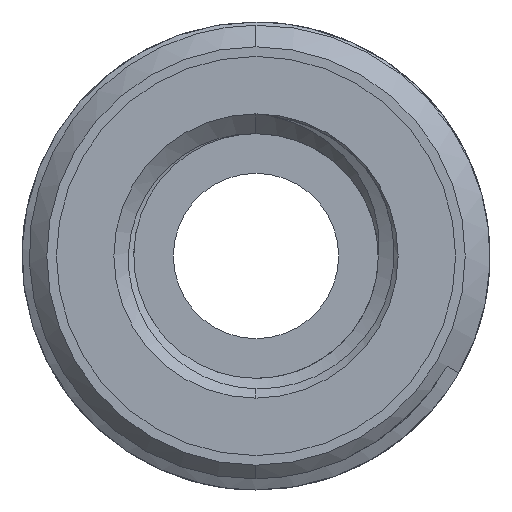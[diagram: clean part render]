
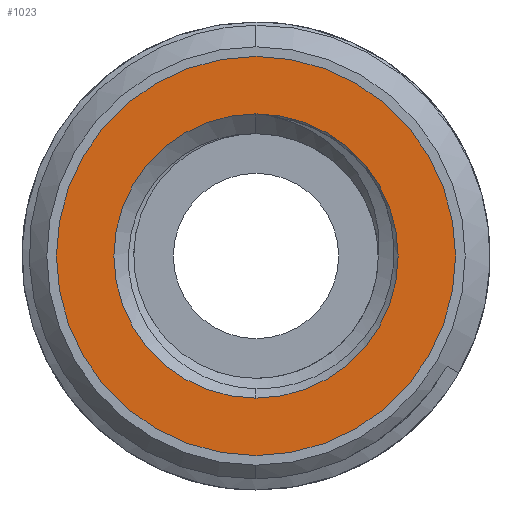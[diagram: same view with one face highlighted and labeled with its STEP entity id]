
A CAD part, left-side view. The second image highlights one B-rep face of the part: STEP entity #1023.
In plain terms, the highlighted planar face has unit normal (-1, 0, 0).
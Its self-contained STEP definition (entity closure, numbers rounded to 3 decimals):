
#49 = CARTESIAN_POINT ( 'NONE',  ( -14.456, 0., 0. ) ) ;
#117 = DIRECTION ( 'NONE',  ( -1., 0., 0. ) ) ;
#118 = ORIENTED_EDGE ( 'NONE', *, *, #2209, .F. ) ;
#166 = EDGE_CURVE ( 'NONE', #3768, #4109, #2830, .T. ) ;
#186 = AXIS2_PLACEMENT_3D ( 'NONE', #957, #4511, #2410 ) ;
#226 = DIRECTION ( 'NONE',  ( -1., 0., 0. ) ) ;
#381 = DIRECTION ( 'NONE',  ( 0., 0., 1. ) ) ;
#478 = EDGE_LOOP ( 'NONE', ( #5378, #118 ) ) ;
#696 = CARTESIAN_POINT ( 'NONE',  ( -14.456, 0., 0. ) ) ;
#712 = AXIS2_PLACEMENT_3D ( 'NONE', #49, #117, #5159 ) ;
#957 = CARTESIAN_POINT ( 'NONE',  ( -14.456, 12.075, 0. ) ) ;
#1023 = ADVANCED_FACE ( 'NONE', ( #1542, #5996 ), #3470, .F. ) ;
#1542 = FACE_BOUND ( 'NONE', #478, .T. ) ;
#1559 = CIRCLE ( 'NONE', #3884, 8.6 ) ;
#1759 = VERTEX_POINT ( 'NONE', #6180 ) ;
#1862 = CIRCLE ( 'NONE', #3346, 12.075 ) ;
#1976 = ORIENTED_EDGE ( 'NONE', *, *, #2687, .T. ) ;
#2129 = CARTESIAN_POINT ( 'NONE',  ( -14.456, 0., 12.075 ) ) ;
#2209 = EDGE_CURVE ( 'NONE', #2627, #1759, #1559, .T. ) ;
#2378 = EDGE_LOOP ( 'NONE', ( #1976, #5529 ) ) ;
#2410 = DIRECTION ( 'NONE',  ( 0., 0., -1. ) ) ;
#2627 = VERTEX_POINT ( 'NONE', #4893 ) ;
#2631 = DIRECTION ( 'NONE',  ( 0., 0., 1. ) ) ;
#2687 = EDGE_CURVE ( 'NONE', #4109, #3768, #1862, .T. ) ;
#2830 = CIRCLE ( 'NONE', #3036, 12.075 ) ;
#3036 = AXIS2_PLACEMENT_3D ( 'NONE', #5806, #226, #3330 ) ;
#3330 = DIRECTION ( 'NONE',  ( 0., 0., 1. ) ) ;
#3346 = AXIS2_PLACEMENT_3D ( 'NONE', #696, #3726, #381 ) ;
#3470 = PLANE ( 'NONE',  #186 ) ;
#3726 = DIRECTION ( 'NONE',  ( -1., 0., 0. ) ) ;
#3768 = VERTEX_POINT ( 'NONE', #4877 ) ;
#3871 = CIRCLE ( 'NONE', #712, 8.6 ) ;
#3884 = AXIS2_PLACEMENT_3D ( 'NONE', #4085, #6155, #2631 ) ;
#4085 = CARTESIAN_POINT ( 'NONE',  ( -14.456, 0., 0. ) ) ;
#4109 = VERTEX_POINT ( 'NONE', #2129 ) ;
#4133 = EDGE_CURVE ( 'NONE', #1759, #2627, #3871, .T. ) ;
#4511 = DIRECTION ( 'NONE',  ( 1., 0., 0. ) ) ;
#4877 = CARTESIAN_POINT ( 'NONE',  ( -14.456, 0., -12.075 ) ) ;
#4893 = CARTESIAN_POINT ( 'NONE',  ( -14.456, 0., -8.6 ) ) ;
#5159 = DIRECTION ( 'NONE',  ( 0., 0., 1. ) ) ;
#5378 = ORIENTED_EDGE ( 'NONE', *, *, #4133, .F. ) ;
#5529 = ORIENTED_EDGE ( 'NONE', *, *, #166, .T. ) ;
#5806 = CARTESIAN_POINT ( 'NONE',  ( -14.456, 0., 0. ) ) ;
#5996 = FACE_OUTER_BOUND ( 'NONE', #2378, .T. ) ;
#6155 = DIRECTION ( 'NONE',  ( -1., 0., 0. ) ) ;
#6180 = CARTESIAN_POINT ( 'NONE',  ( -14.456, 0., 8.6 ) ) ;
